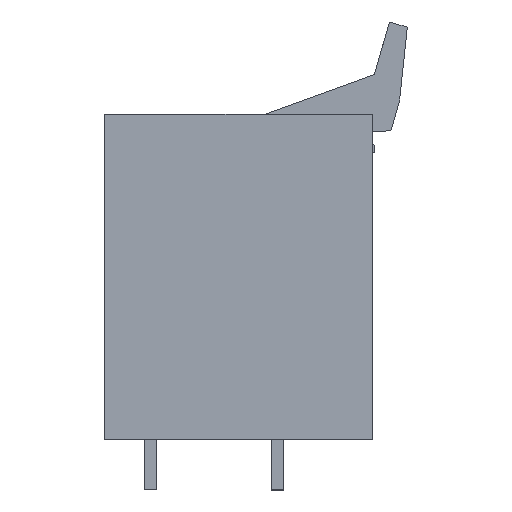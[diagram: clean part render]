
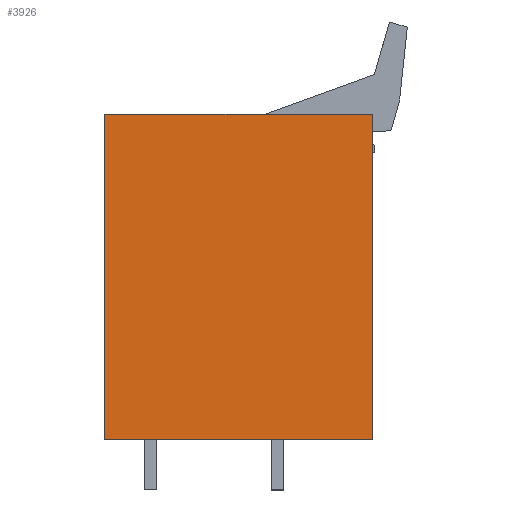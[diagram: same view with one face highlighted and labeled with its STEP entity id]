
A CAD part, left-side view. The second image highlights one B-rep face of the part: STEP entity #3926.
In plain terms, the highlighted planar face has unit normal (-1, 0, 0).
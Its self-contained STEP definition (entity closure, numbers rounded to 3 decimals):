
#3890=AXIS2_PLACEMENT_3D('Plane Axis2P3D',#3887,#3888,#3889) ;
#3887=CARTESIAN_POINT('Axis2P3D Location',(0.,29.902,0.)) ;
#3892=CARTESIAN_POINT('Line Origine',(0.,3.452,21.065)) ;
#3896=CARTESIAN_POINT('Vertex',(0.,3.452,37.13)) ;
#3898=CARTESIAN_POINT('Vertex',(0.,3.452,5.)) ;
#3901=CARTESIAN_POINT('Line Origine',(0.,16.677,37.13)) ;
#3905=CARTESIAN_POINT('Vertex',(0.,29.902,37.13)) ;
#3908=CARTESIAN_POINT('Line Origine',(0.,29.902,21.065)) ;
#3912=CARTESIAN_POINT('Vertex',(0.,29.902,5.)) ;
#3915=CARTESIAN_POINT('Line Origine',(0.,16.677,5.)) ;
#3888=DIRECTION('Axis2P3D Direction',(-1.,0.,0.)) ;
#3889=DIRECTION('Axis2P3D XDirection',(0.,-1.,0.)) ;
#3893=DIRECTION('Vector Direction',(0.,0.,1.)) ;
#3902=DIRECTION('Vector Direction',(0.,-1.,0.)) ;
#3909=DIRECTION('Vector Direction',(0.,0.,1.)) ;
#3916=DIRECTION('Vector Direction',(0.,-1.,0.)) ;
#3894=VECTOR('Line Direction',#3893,1.) ;
#3903=VECTOR('Line Direction',#3902,1.) ;
#3910=VECTOR('Line Direction',#3909,1.) ;
#3917=VECTOR('Line Direction',#3916,1.) ;
#3921=ORIENTED_EDGE('',*,*,#3900,.F.) ;
#3922=ORIENTED_EDGE('',*,*,#3907,.F.) ;
#3923=ORIENTED_EDGE('',*,*,#3914,.F.) ;
#3924=ORIENTED_EDGE('',*,*,#3919,.F.) ;
#3926=ADVANCED_FACE('HOUSING-left',(#3925),#3891,.T.) ;
#3900=EDGE_CURVE('',#3897,#3899,#3895,.F.) ;
#3907=EDGE_CURVE('',#3906,#3897,#3904,.T.) ;
#3914=EDGE_CURVE('',#3913,#3906,#3911,.T.) ;
#3919=EDGE_CURVE('',#3899,#3913,#3918,.F.) ;
#3920=EDGE_LOOP('',(#3921,#3922,#3923,#3924)) ;
#3925=FACE_OUTER_BOUND('',#3920,.T.) ;
#3895=LINE('Line',#3892,#3894) ;
#3904=LINE('Line',#3901,#3903) ;
#3911=LINE('Line',#3908,#3910) ;
#3918=LINE('Line',#3915,#3917) ;
#3891=PLANE('',#3890) ;
#3897=VERTEX_POINT('',#3896) ;
#3899=VERTEX_POINT('',#3898) ;
#3906=VERTEX_POINT('',#3905) ;
#3913=VERTEX_POINT('',#3912) ;
